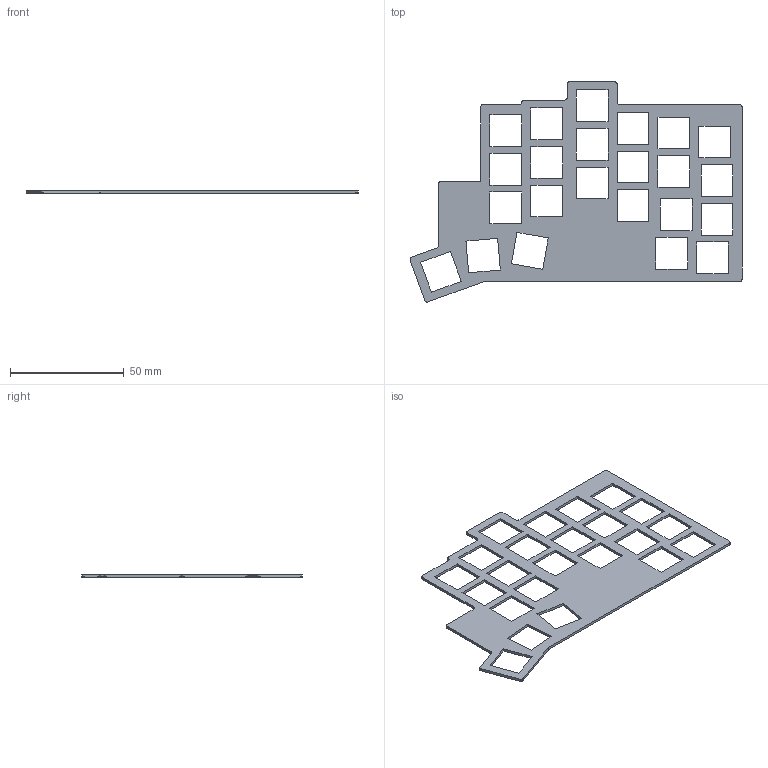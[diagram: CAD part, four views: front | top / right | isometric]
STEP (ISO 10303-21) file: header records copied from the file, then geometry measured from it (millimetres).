
FILE_DESCRIPTION(('KiCad electronic assembly'),'2;1');
FILE_NAME('left-keyboard.step','2023-10-19T20:54:15',('Pcbnew'),('Kicad' ),'Open CASCADE STEP processor 7.6','KiCad to STEP converter', 'Unknown');
FILE_SCHEMA(('AUTOMOTIVE_DESIGN { 1 0 10303 214 1 1 1 1 }'));
Length unit declared in the file: millimetre
Products named in the file (2): left-keyboard 1; _autosave-keyboard PCB
Assembly tree (1 placements, depth 2):
  left-keyboard 1
    _autosave-keyboard PCB
Bounding box: 146.21 x 97.01 x 1.18 mm (x, y, z)
Volume: 6871.8 mm3; surface area: 13714.9 mm2
Topology: 1 solids, 1 shells, 221 faces, 657 edges, 438 vertices
Faces by surface type: plane 221
Entity records: 15931 total; most frequent: CARTESIAN_POINT 2632, DIRECTION 2417, LINE 1971, VECTOR 1971, ORIENTED_EDGE 1314, PCURVE 1314, DEFINITIONAL_REPRESENTATION 1314, EDGE_CURVE 657
